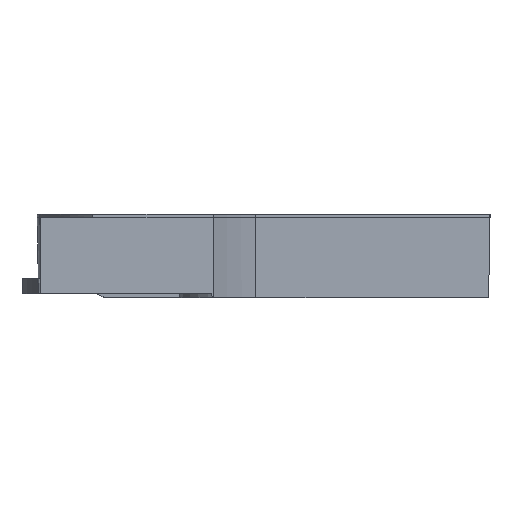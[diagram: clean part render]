
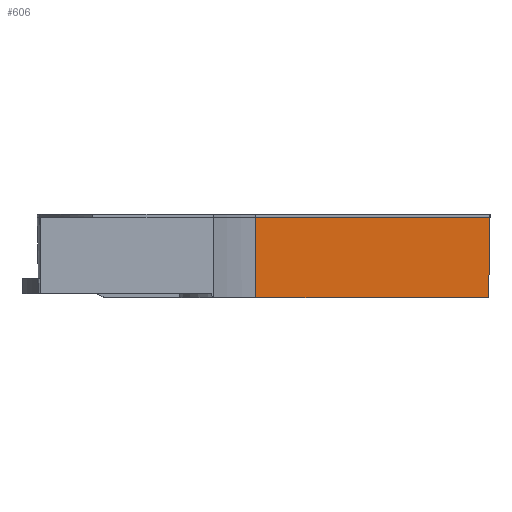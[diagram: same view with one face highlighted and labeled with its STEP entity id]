
A CAD part, left-side view. The second image highlights one B-rep face of the part: STEP entity #606.
In plain terms, the highlighted planar face has unit normal (-1, 0, -0.018).
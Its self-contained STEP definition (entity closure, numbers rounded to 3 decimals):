
#419=B_SPLINE_CURVE_WITH_KNOTS('',3,(#13308,#13309,#13310,#13311),.UNSPECIFIED.,
.F.,.F.,(4,4),(0.,1.),.UNSPECIFIED.);
#606=ADVANCED_FACE('',(#1218),#1001,.T.);
#1001=PLANE('',#8744);
#1218=FACE_OUTER_BOUND('',#1683,.T.);
#1683=EDGE_LOOP('',(#3285,#3286,#3287,#3288));
#3285=ORIENTED_EDGE('',*,*,#6222,.T.);
#3286=ORIENTED_EDGE('',*,*,#6506,.F.);
#3287=ORIENTED_EDGE('',*,*,#6302,.T.);
#3288=ORIENTED_EDGE('',*,*,#6507,.T.);
#5356=VERTEX_POINT('',#12630);
#5358=VERTEX_POINT('',#12637);
#5414=VERTEX_POINT('',#12816);
#5415=VERTEX_POINT('',#12818);
#6222=EDGE_CURVE('',#5356,#5358,#7477,.T.);
#6302=EDGE_CURVE('',#5415,#5414,#7514,.T.);
#6506=EDGE_CURVE('',#5415,#5358,#419,.T.);
#6507=EDGE_CURVE('',#5414,#5356,#7626,.T.);
#7477=LINE('',#12638,#8007);
#7514=LINE('',#12817,#8044);
#7626=LINE('',#13313,#8156);
#8007=VECTOR('',#9760,1.);
#8044=VECTOR('',#9937,1.);
#8156=VECTOR('',#10327,1.);
#8744=AXIS2_PLACEMENT_3D('',#13314,#10328,#10329);
#9760=DIRECTION('',(0.,1.,0.));
#9937=DIRECTION('',(0.,-1.,0.));
#10327=DIRECTION('',(-0.017,-0.017,1.));
#10328=DIRECTION('',(-1.,0.,-0.017));
#10329=DIRECTION('',(-0.017,0.,1.));
#12630=CARTESIAN_POINT('',(-38.,-31.5,-0.5));
#12637=CARTESIAN_POINT('',(-38.,2.121,-0.5));
#12638=CARTESIAN_POINT('',(-38.,-31.5,-0.5));
#12816=CARTESIAN_POINT('',(-37.799,-31.299,-12.));
#12817=CARTESIAN_POINT('',(-37.799,0.,-12.));
#12818=CARTESIAN_POINT('',(-37.799,2.113,-12.));
#13308=CARTESIAN_POINT('',(-37.799,2.113,-12.));
#13309=CARTESIAN_POINT('',(-37.866,2.116,-8.167));
#13310=CARTESIAN_POINT('',(-37.933,2.118,-4.333));
#13311=CARTESIAN_POINT('',(-38.,2.121,-0.5));
#13313=CARTESIAN_POINT('',(-37.99,-31.49,-1.067));
#13314=CARTESIAN_POINT('',(-38.,1.,-0.5));
